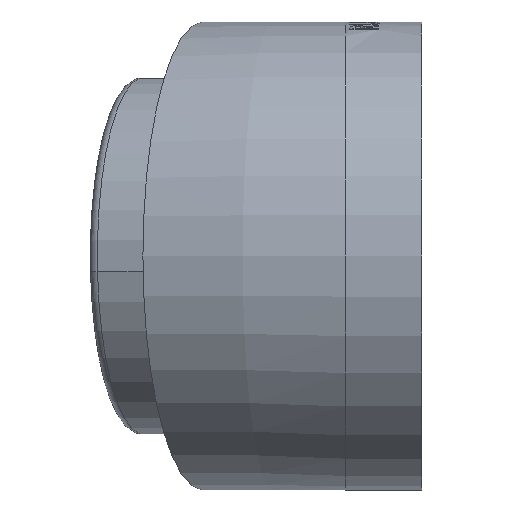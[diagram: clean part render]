
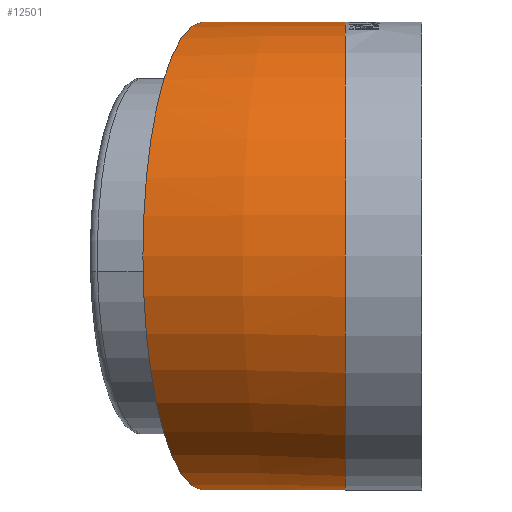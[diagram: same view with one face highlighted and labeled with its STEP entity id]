
A CAD part, left-side view. The second image highlights one B-rep face of the part: STEP entity #12501.
In plain terms, the highlighted toroidal (fillet/blend) face has major radius 572.958 mm and minor radius 245 mm.
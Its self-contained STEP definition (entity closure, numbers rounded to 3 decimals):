
#135 = DIRECTION ( 'NONE',  ( 0.259, 0.966, 0. ) ) ;
#187 = ORIENTED_EDGE ( 'NONE', *, *, #8110, .F. ) ;
#502 = FACE_OUTER_BOUND ( 'NONE', #2537, .T. ) ;
#950 = ORIENTED_EDGE ( 'NONE', *, *, #3093, .F. ) ;
#975 = CARTESIAN_POINT ( 'NONE',  ( 6.22, 119.564, -244.922 ) ) ;
#1164 = AXIS2_PLACEMENT_3D ( 'NONE', #8889, #135, #12116 ) ;
#1368 = CARTESIAN_POINT ( 'NONE',  ( 9.931, 150.863, 244.799 ) ) ;
#1639 = CARTESIAN_POINT ( 'NONE',  ( 1.04, 50.418, 244.998 ) ) ;
#1772 = CARTESIAN_POINT ( 'NONE',  ( 0., 0., 245. ) ) ;
#1837 = CIRCLE ( 'NONE', #13500, 245. ) ;
#1911 = CARTESIAN_POINT ( 'NONE',  ( 0.006, 3.93, 245. ) ) ;
#1982 = CARTESIAN_POINT ( 'NONE',  ( 0., 0., -245. ) ) ;
#2486 = AXIS2_PLACEMENT_3D ( 'NONE', #2523, #11339, #8776 ) ;
#2523 = CARTESIAN_POINT ( 'NONE',  ( 572.958, 0., 0. ) ) ;
#2537 = EDGE_LOOP ( 'NONE', ( #950, #187, #11539, #6415 ) ) ;
#2541 = CARTESIAN_POINT ( 'NONE',  ( 0., 0., 0. ) ) ;
#2790 = CARTESIAN_POINT ( 'NONE',  ( 0.104, 15.752, 245. ) ) ;
#2857 = CARTESIAN_POINT ( 'NONE',  ( 0.003, 2.748, 245. ) ) ;
#2924 = CARTESIAN_POINT ( 'NONE',  ( 0.416, 31.513, 245. ) ) ;
#3093 = EDGE_CURVE ( 'NONE', #3135, #13336, #10379, .T. ) ;
#3131 = CARTESIAN_POINT ( 'NONE',  ( 4.36, 100.746, -244.964 ) ) ;
#3135 = VERTEX_POINT ( 'NONE', #4063 ) ;
#3376 = EDGE_CURVE ( 'NONE', #13336, #6738, #5265, .T. ) ;
#3992 = CARTESIAN_POINT ( 'NONE',  ( 9.931, 150.863, 244.799 ) ) ;
#4063 = CARTESIAN_POINT ( 'NONE',  ( 0., 0., -245. ) ) ;
#4130 = CARTESIAN_POINT ( 'NONE',  ( 0.016, 6.294, 245. ) ) ;
#4132 = CARTESIAN_POINT ( 'NONE',  ( 0.104, 15.762, -245. ) ) ;
#4273 = CARTESIAN_POINT ( 'NONE',  ( 6.892, 125.832, -244.904 ) ) ;
#4351 = CARTESIAN_POINT ( 'NONE',  ( 1.664, 63.018, -244.996 ) ) ;
#4398 = DIRECTION ( 'NONE',  ( 0., 0., -1. ) ) ;
#5265 = CIRCLE ( 'NONE', #1164, 245. ) ;
#5347 = CARTESIAN_POINT ( 'NONE',  ( 8.335, 138.356, -244.859 ) ) ;
#5805 = VERTEX_POINT ( 'NONE', #7923 ) ;
#6016 = CARTESIAN_POINT ( 'NONE',  ( 6.841, 125.841, 244.908 ) ) ;
#6211 = CARTESIAN_POINT ( 'NONE',  ( 0.065, 12.6, 245. ) ) ;
#6278 = CARTESIAN_POINT ( 'NONE',  ( 0., 0.195, 245. ) ) ;
#6349 = CARTESIAN_POINT ( 'NONE',  ( 9.108, 144.615, -244.832 ) ) ;
#6415 = ORIENTED_EDGE ( 'NONE', *, *, #3376, .F. ) ;
#6496 = CARTESIAN_POINT ( 'NONE',  ( 0.001, 3.152, -245. ) ) ;
#6738 = VERTEX_POINT ( 'NONE', #1368 ) ;
#7155 = CARTESIAN_POINT ( 'NONE',  ( 0.026, 7.871, 245. ) ) ;
#7289 = CARTESIAN_POINT ( 'NONE',  ( 0., 0.974, 245. ) ) ;
#7499 = TOROIDAL_SURFACE ( 'NONE', #2486, 572.958, 245. ) ;
#7849 = DIRECTION ( 'NONE',  ( 0., -1., 0. ) ) ;
#7923 = CARTESIAN_POINT ( 'NONE',  ( 0., 0., 245. ) ) ;
#8110 = EDGE_CURVE ( 'NONE', #5805, #3135, #1837, .T. ) ;
#8372 = CARTESIAN_POINT ( 'NONE',  ( 4.36, 100.749, 244.964 ) ) ;
#8507 = CARTESIAN_POINT ( 'NONE',  ( 8.285, 138.363, 244.865 ) ) ;
#8578 = CARTESIAN_POINT ( 'NONE',  ( 0.416, 31.52, -245. ) ) ;
#8776 = DIRECTION ( 'NONE',  ( -1., 0., 0. ) ) ;
#8889 = CARTESIAN_POINT ( 'NONE',  ( 19.523, 148.292, 0. ) ) ;
#9312 = CARTESIAN_POINT ( 'NONE',  ( 3.324, 88.178, 244.979 ) ) ;
#9520 = CARTESIAN_POINT ( 'NONE',  ( 0.065, 12.609, -245. ) ) ;
#9657 = B_SPLINE_CURVE_WITH_KNOTS ( 'NONE', 3,
 ( #3992, #8507, #6016, #8372, #9312, #12745, #1639, #2924, #13689, #2790, #6211, #7155, #4130, #1911, #2857, #13961, #7289, #11667, #13754, #6278, #1772 ),
 .UNSPECIFIED., .F., .F.,
 ( 4, 2, 2, 2, 2, 2, 2, 1, 2, 2, 4 ),
 ( 1.649, 1.687, 1.724, 1.761, 1.78, 1.79, 1.794, 1.797, 1.798, 1.798, 1.799 ),
 .UNSPECIFIED. ) ;
#9711 = CARTESIAN_POINT ( 'NONE',  ( 9.931, 150.863, -244.799 ) ) ;
#9735 = CARTESIAN_POINT ( 'NONE',  ( 9.931, 150.863, -244.799 ) ) ;
#10379 = B_SPLINE_CURVE_WITH_KNOTS ( 'NONE', 3,
 ( #1982, #6496, #13963, #9520, #4132, #11740, #8578, #10879, #4351, #11878, #3131, #975, #4273, #5347, #6349, #9735 ),
 .UNSPECIFIED., .F., .F.,
 ( 4, 2, 2, 2, 2, 2, 2, 4 ),
 ( -0.001, 0.008, 0.018, 0.037, 0.075, 0.112, 0.131, 0.15 ),
 .UNSPECIFIED. ) ;
#10879 = CARTESIAN_POINT ( 'NONE',  ( 1.04, 50.424, -244.998 ) ) ;
#11339 = DIRECTION ( 'NONE',  ( 0., 0., -1. ) ) ;
#11539 = ORIENTED_EDGE ( 'NONE', *, *, #13018, .F. ) ;
#11667 = CARTESIAN_POINT ( 'NONE',  ( 0., 0.78, 245. ) ) ;
#11740 = CARTESIAN_POINT ( 'NONE',  ( 0.26, 25.217, -245. ) ) ;
#11878 = CARTESIAN_POINT ( 'NONE',  ( 3.323, 88.176, -244.979 ) ) ;
#12116 = DIRECTION ( 'NONE',  ( 0., 0., 1. ) ) ;
#12501 = ADVANCED_FACE ( 'NONE', ( #502 ), #7499, .T. ) ;
#12745 = CARTESIAN_POINT ( 'NONE',  ( 1.664, 63.015, 244.996 ) ) ;
#13018 = EDGE_CURVE ( 'NONE', #6738, #5805, #9657, .T. ) ;
#13336 = VERTEX_POINT ( 'NONE', #9711 ) ;
#13500 = AXIS2_PLACEMENT_3D ( 'NONE', #2541, #7849, #4398 ) ;
#13689 = CARTESIAN_POINT ( 'NONE',  ( 0.26, 25.209, 245. ) ) ;
#13754 = CARTESIAN_POINT ( 'NONE',  ( 0., 0.39, 245. ) ) ;
#13961 = CARTESIAN_POINT ( 'NONE',  ( 0.001, 1.565, 245. ) ) ;
#13963 = CARTESIAN_POINT ( 'NONE',  ( 0.013, 6.305, -245. ) ) ;
